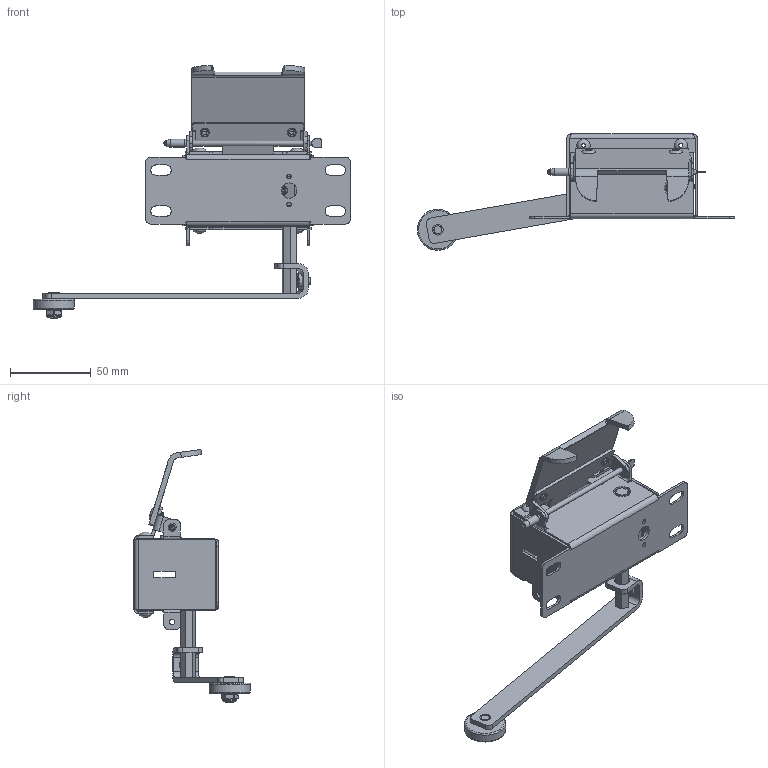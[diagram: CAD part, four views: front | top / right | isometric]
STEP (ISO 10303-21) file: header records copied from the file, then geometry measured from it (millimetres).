
FILE_DESCRIPTION (( 'STEP AP214' ), '1' );
FILE_NAME ('SCE-103758.STEP', '2021-03-16T18:34:38', ( '' ), ( '' ), 'SwSTEP 2.0', 'SolidWorks 2019', '' );
FILE_SCHEMA (( 'AUTOMOTIVE_DESIGN' ));
Length unit declared in the file: inch
Products named in the file (1): SCE-103758
Bounding box: 196.58 x 72.06 x 156.84 mm (x, y, z)
Volume: 71264.1 mm3; surface area: 79353.6 mm2
Topology: 29 solids, 29 shells, 684 faces, 1756 edges, 1123 vertices
Faces by surface type: plane 346, cylinder 199, bspline 113, cone 16, torus 10
Full cylindrical faces by diameter (mm): 0.762 x3, 2.007 x6, 2.464 x6, 2.794 x1, 2.823 x2, 2.845 x1, 3.175 x1, 3.251 x2, 3.302 x3, 3.454 x6, 3.556 x1, 3.962 x8, 4.064 x6, 4.191 x1, 4.216 x1, 4.293 x6, 4.75 x2, 4.775 x1, 4.801 x2, 4.826 x3, 4.902 x2, 5.08 x5, 5.486 x4, 5.563 x1, 5.588 x2, 6.325 x2, 6.35 x2, 6.502 x1, 8.331 x2, 8.636 x2
Entity records: 34239 total; most frequent: CARTESIAN_POINT 9752, ORIENTED_EDGE 3058, DIRECTION 2854, EDGE_CURVE 1529, VERTEX_POINT 1069, AXIS2_PLACEMENT_3D 1004, EDGE_LOOP 970, VECTOR 846
